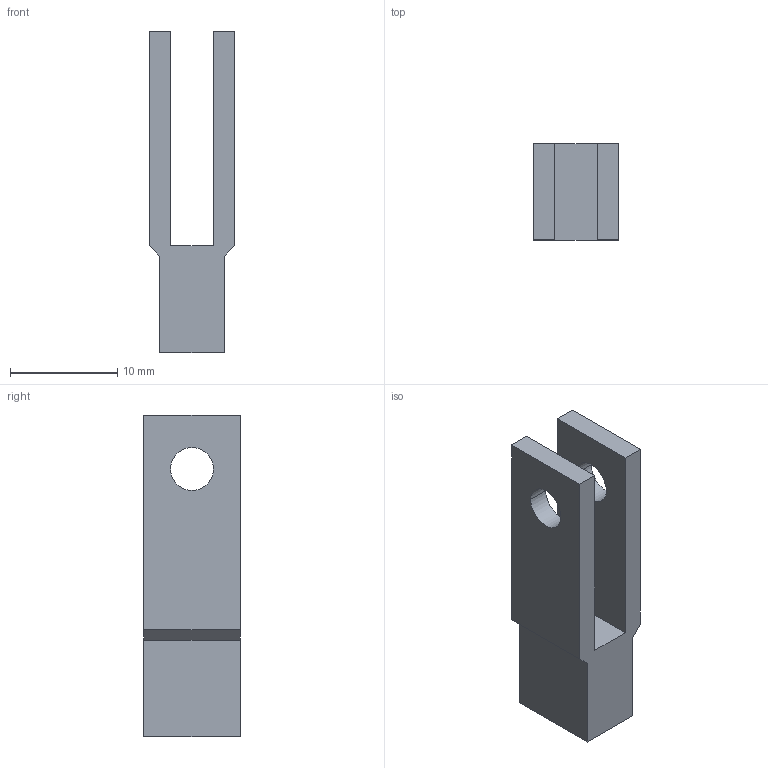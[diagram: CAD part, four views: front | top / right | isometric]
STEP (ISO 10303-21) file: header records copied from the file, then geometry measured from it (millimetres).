
FILE_DESCRIPTION (( 'STEP AP214' ), '1' );
FILE_NAME ('loadCell mount.STEP', '2017-05-24T03:06:34', ( '' ), ( '' ), 'SwSTEP 2.0', 'SolidWorks 2016', '' );
FILE_SCHEMA (( 'AUTOMOTIVE_DESIGN' ));
Length unit declared in the file: millimetre
Products named in the file (1): loadCell mount
Bounding box: 8 x 9 x 30 mm (x, y, z)
Volume: 1147.5 mm3; surface area: 1399.8 mm2
Topology: 1 solids, 1 shells, 22 faces, 58 edges, 37 vertices
Faces by surface type: plane 14, cylinder 6, cone 2
Entity records: 728 total; most frequent: CARTESIAN_POINT 116, DIRECTION 114, ORIENTED_EDGE 112, EDGE_CURVE 56, VECTOR 44, LINE 44, VERTEX_POINT 37, AXIS2_PLACEMENT_3D 35
